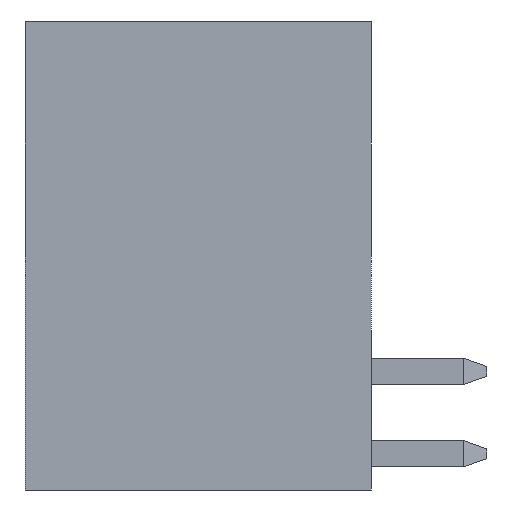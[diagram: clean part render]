
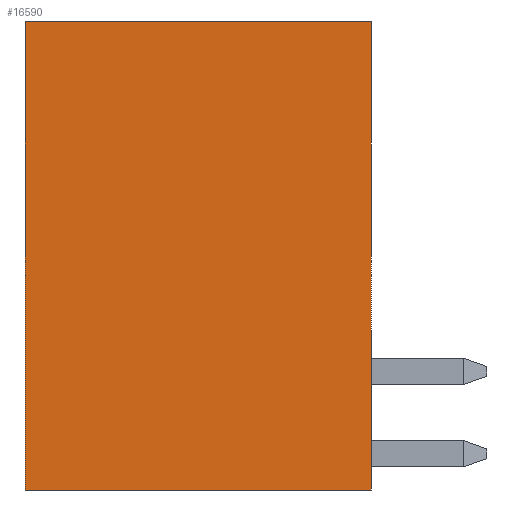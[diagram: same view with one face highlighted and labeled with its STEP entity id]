
A CAD part, left-side view. The second image highlights one B-rep face of the part: STEP entity #16590.
In plain terms, the highlighted planar face has unit normal (-1, 0, 0).
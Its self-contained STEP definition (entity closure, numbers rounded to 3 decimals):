
#14759=CARTESIAN_POINT('',(-16.45,-3.75,7.95));
#14760=VERTEX_POINT('',#14759);
#14761=CARTESIAN_POINT('',(-16.45,-3.75,-6.25));
#14762=VERTEX_POINT('',#14761);
#14763=CARTESIAN_POINT('',(-16.45,-3.75,7.95));
#14764=DIRECTION('',(0.,0.,-1.));
#14765=VECTOR('',#14764,14.2);
#14766=LINE('',#14763,#14765);
#14767=EDGE_CURVE('',#14760,#14762,#14766,.T.);
#15388=CARTESIAN_POINT('',(-16.45,6.75,-6.25));
#15389=VERTEX_POINT('',#15388);
#15390=CARTESIAN_POINT('',(-16.45,-3.75,-6.25));
#15391=DIRECTION('',(0.,1.,0.));
#15392=VECTOR('',#15391,10.5);
#15393=LINE('',#15390,#15392);
#15394=EDGE_CURVE('',#14762,#15389,#15393,.T.);
#16350=CARTESIAN_POINT('',(-16.45,6.75,7.95));
#16351=VERTEX_POINT('',#16350);
#16358=CARTESIAN_POINT('',(-16.45,6.75,7.95));
#16359=DIRECTION('',(0.,-1.,0.));
#16360=VECTOR('',#16359,10.5);
#16361=LINE('',#16358,#16360);
#16362=EDGE_CURVE('',#16351,#14760,#16361,.T.);
#16574=CARTESIAN_POINT('',(-16.45,1.5,0.85));
#16575=DIRECTION('',(0.,-1.,0.));
#16576=DIRECTION('',(-1.,0.,0.));
#16577=AXIS2_PLACEMENT_3D('',#16574,#16576,#16575);
#16578=PLANE('',#16577);
#16579=CARTESIAN_POINT('',(-16.45,6.75,7.95));
#16580=DIRECTION('',(0.,0.,-1.));
#16581=VECTOR('',#16580,14.2);
#16582=LINE('',#16579,#16581);
#16583=EDGE_CURVE('',#16351,#15389,#16582,.T.);
#16584=ORIENTED_EDGE('',*,*,#16583,.T.);
#16585=ORIENTED_EDGE('',*,*,#15394,.F.);
#16586=ORIENTED_EDGE('',*,*,#14767,.F.);
#16587=ORIENTED_EDGE('',*,*,#16362,.F.);
#16588=EDGE_LOOP('',(#16584,#16585,#16586,#16587));
#16589=FACE_OUTER_BOUND('',#16588,.T.);
#16590=ADVANCED_FACE('',(#16589),#16578,.T.);
